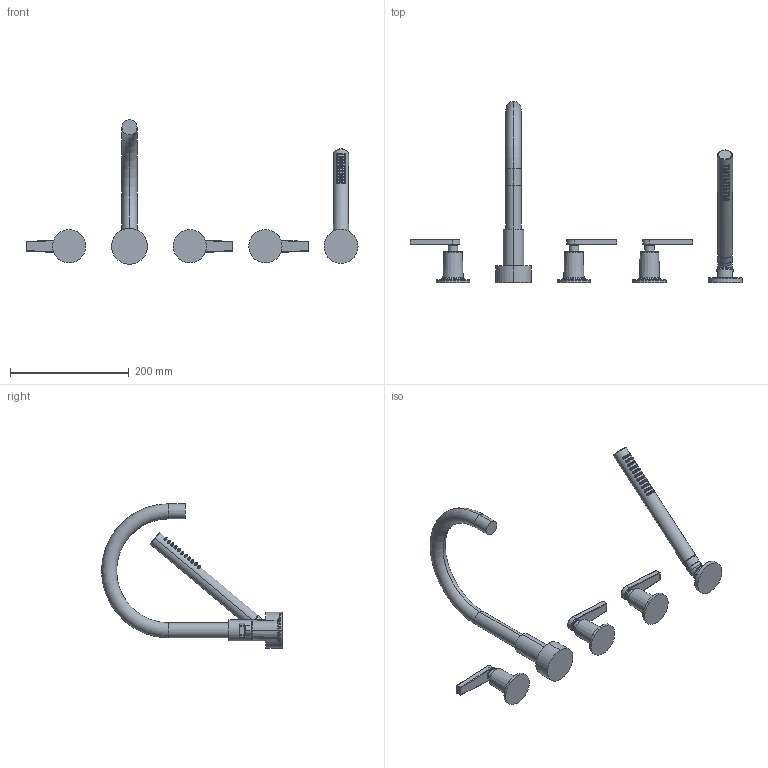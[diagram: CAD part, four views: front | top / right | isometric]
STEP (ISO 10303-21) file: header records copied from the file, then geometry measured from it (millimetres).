
FILE_DESCRIPTION((''),'2;1');
FILE_NAME('3-2977','2021-03-22T14:11:00',('jinson.thomas'),(''),'CREO PARAMETRIC BY PTC INC, 2018400','CREO PARAMETRIC BY PTC INC, 2018400','');
FILE_SCHEMA(('CONFIG_CONTROL_DESIGN'));
Length unit declared in the file: inch
Products named in the file (1): 3-2977
Bounding box: 558.16 x 304.23 x 242.89 mm (x, y, z)
Volume: 725783.3 mm3; surface area: 132276.1 mm2
Topology: 6 solids, 6 shells, 938 faces, 2008 edges, 1190 vertices
Faces by surface type: bspline 536, cylinder 279, torus 56, plane 49, sphere 12, cone 6
Entity records: 83514 total; most frequent: CARTESIAN_POINT 66906, ORIENTED_EDGE 4016, DIRECTION 2188, EDGE_CURVE 2008, VERTEX_POINT 1190, B_SPLINE_CURVE_WITH_KNOTS 1054, EDGE_LOOP 1046, FACE_OUTER_BOUND 938
